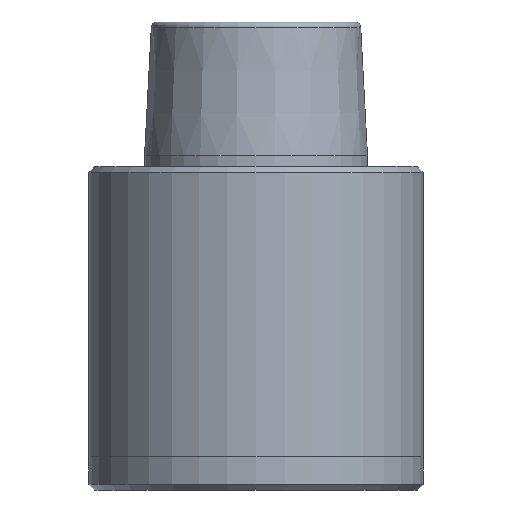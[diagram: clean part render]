
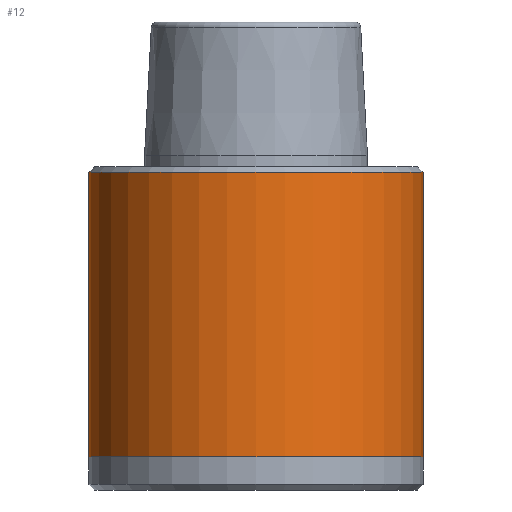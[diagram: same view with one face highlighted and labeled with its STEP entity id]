
A CAD part, front view. The second image highlights one B-rep face of the part: STEP entity #12.
In plain terms, the highlighted cylindrical face has radius 15 mm (diameter 30 mm), a partial arc.
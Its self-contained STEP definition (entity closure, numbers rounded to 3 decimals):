
#2 = CARTESIAN_POINT ( 'NONE',  ( 0., 0., -1.5 ) ) ;
#10 = CARTESIAN_POINT ( 'NONE',  ( 0., 0., -30. ) ) ;
#12 = ADVANCED_FACE ( 'NONE', ( #1435 ), #859, .T. ) ;
#74 = CARTESIAN_POINT ( 'NONE',  ( -15., 0., -27. ) ) ;
#91 = DIRECTION ( 'NONE',  ( 0., 0., 1. ) ) ;
#108 = DIRECTION ( 'NONE',  ( -1., 0., 0. ) ) ;
#148 = EDGE_LOOP ( 'NONE', ( #464, #845, #552, #1390 ) ) ;
#237 = VERTEX_POINT ( 'NONE', #1158 ) ;
#262 = CARTESIAN_POINT ( 'NONE',  ( -15., 0., -1.5 ) ) ;
#307 = AXIS2_PLACEMENT_3D ( 'NONE', #10, #1230, #1041 ) ;
#324 = EDGE_CURVE ( 'NONE', #237, #581, #997, .T. ) ;
#408 = EDGE_CURVE ( 'NONE', #695, #1213, #604, .T. ) ;
#464 = ORIENTED_EDGE ( 'NONE', *, *, #408, .F. ) ;
#549 = CARTESIAN_POINT ( 'NONE',  ( 15., 0., -30. ) ) ;
#551 = DIRECTION ( 'NONE',  ( 0., 0., 1. ) ) ;
#552 = ORIENTED_EDGE ( 'NONE', *, *, #324, .T. ) ;
#581 = VERTEX_POINT ( 'NONE', #726 ) ;
#587 = DIRECTION ( 'NONE',  ( 0., 0., 1. ) ) ;
#604 = LINE ( 'NONE', #838, #1409 ) ;
#695 = VERTEX_POINT ( 'NONE', #74 ) ;
#726 = CARTESIAN_POINT ( 'NONE',  ( 15., 0., -1.5 ) ) ;
#738 = CIRCLE ( 'NONE', #1357, 15. ) ;
#779 = DIRECTION ( 'NONE',  ( 0., 0., -1. ) ) ;
#800 = EDGE_CURVE ( 'NONE', #581, #1213, #1290, .T. ) ;
#838 = CARTESIAN_POINT ( 'NONE',  ( -15., 0., -30. ) ) ;
#845 = ORIENTED_EDGE ( 'NONE', *, *, #880, .T. ) ;
#859 = CYLINDRICAL_SURFACE ( 'NONE', #307, 15. ) ;
#880 = EDGE_CURVE ( 'NONE', #695, #237, #738, .T. ) ;
#967 = VECTOR ( 'NONE', #91, 1000. ) ;
#990 = AXIS2_PLACEMENT_3D ( 'NONE', #2, #779, #108 ) ;
#997 = LINE ( 'NONE', #549, #967 ) ;
#1041 = DIRECTION ( 'NONE',  ( 1., 0., 0. ) ) ;
#1158 = CARTESIAN_POINT ( 'NONE',  ( 15., 0., -27. ) ) ;
#1213 = VERTEX_POINT ( 'NONE', #262 ) ;
#1230 = DIRECTION ( 'NONE',  ( 0., 0., 1. ) ) ;
#1235 = CARTESIAN_POINT ( 'NONE',  ( 0., 0., -27. ) ) ;
#1290 = CIRCLE ( 'NONE', #990, 15. ) ;
#1346 = DIRECTION ( 'NONE',  ( 1., 0., 0. ) ) ;
#1357 = AXIS2_PLACEMENT_3D ( 'NONE', #1235, #587, #1346 ) ;
#1390 = ORIENTED_EDGE ( 'NONE', *, *, #800, .T. ) ;
#1409 = VECTOR ( 'NONE', #551, 1000. ) ;
#1435 = FACE_OUTER_BOUND ( 'NONE', #148, .T. ) ;
